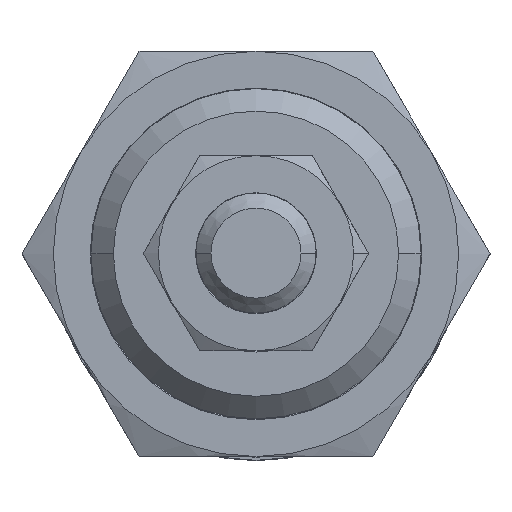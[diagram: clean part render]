
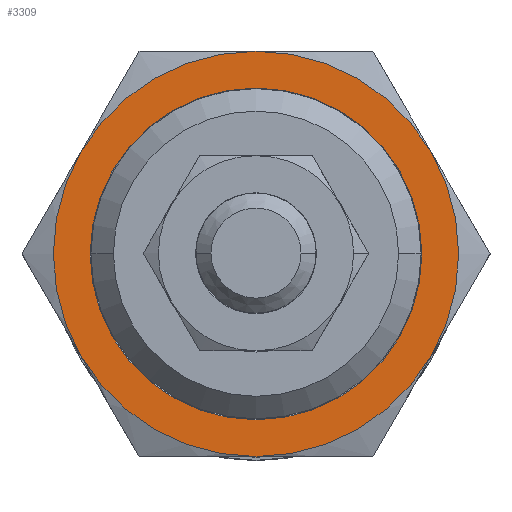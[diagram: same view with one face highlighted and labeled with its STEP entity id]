
A CAD part, top view. The second image highlights one B-rep face of the part: STEP entity #3309.
In plain terms, the highlighted planar face has unit normal (0, 0, 1).
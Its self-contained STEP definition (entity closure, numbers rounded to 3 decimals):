
#214 = EDGE_CURVE ( 'NONE', #3493, #8764, #5804, .T. ) ;
#270 = CIRCLE ( 'NONE', #9675, 13.5 ) ;
#490 = DIRECTION ( 'NONE',  ( 0., 0., -1. ) ) ;
#1009 = DIRECTION ( 'NONE',  ( 0.866, 0.5, 0. ) ) ;
#1096 = ORIENTED_EDGE ( 'NONE', *, *, #10616, .F. ) ;
#1300 = PLANE ( 'NONE',  #6110 ) ;
#1323 = CARTESIAN_POINT ( 'NONE',  ( 11.691, -6.75, 159. ) ) ;
#1507 = VERTEX_POINT ( 'NONE', #1323 ) ;
#1734 = CARTESIAN_POINT ( 'NONE',  ( 0., 0., 159. ) ) ;
#1890 = AXIS2_PLACEMENT_3D ( 'NONE', #2916, #11378, #4811 ) ;
#1917 = CARTESIAN_POINT ( 'NONE',  ( 0., 0., 159. ) ) ;
#1978 = VERTEX_POINT ( 'NONE', #6077 ) ;
#1983 = AXIS2_PLACEMENT_3D ( 'NONE', #1917, #5599, #2957 ) ;
#2002 = AXIS2_PLACEMENT_3D ( 'NONE', #2062, #5795, #6646 ) ;
#2062 = CARTESIAN_POINT ( 'NONE',  ( 0., 0., 159. ) ) ;
#2131 = ORIENTED_EDGE ( 'NONE', *, *, #12040, .F. ) ;
#2284 = CARTESIAN_POINT ( 'NONE',  ( -11.691, -6.75, 159. ) ) ;
#2307 = ORIENTED_EDGE ( 'NONE', *, *, #3593, .F. ) ;
#2761 = EDGE_CURVE ( 'NONE', #7122, #9478, #10812, .T. ) ;
#2850 = DIRECTION ( 'NONE',  ( 0., 0., -1. ) ) ;
#2916 = CARTESIAN_POINT ( 'NONE',  ( 0., 0., 159. ) ) ;
#2957 = DIRECTION ( 'NONE',  ( 0.866, 0.5, 0. ) ) ;
#2962 = ORIENTED_EDGE ( 'NONE', *, *, #2761, .T. ) ;
#3137 = FACE_BOUND ( 'NONE', #5360, .T. ) ;
#3196 = AXIS2_PLACEMENT_3D ( 'NONE', #4814, #9470, #1009 ) ;
#3309 = ADVANCED_FACE ( 'NONE', ( #3137, #4401 ), #1300, .F. ) ;
#3337 = EDGE_LOOP ( 'NONE', ( #3424, #2131, #10719, #2307, #7939, #1096 ) ) ;
#3424 = ORIENTED_EDGE ( 'NONE', *, *, #11386, .F. ) ;
#3493 = VERTEX_POINT ( 'NONE', #5429 ) ;
#3520 = EDGE_CURVE ( 'NONE', #9478, #7122, #7293, .T. ) ;
#3593 = EDGE_CURVE ( 'NONE', #8764, #8690, #8269, .T. ) ;
#3981 = CIRCLE ( 'NONE', #5142, 13.5 ) ;
#3998 = CARTESIAN_POINT ( 'NONE',  ( 0., 0., 159. ) ) ;
#4024 = CARTESIAN_POINT ( 'NONE',  ( 0., 0., 159. ) ) ;
#4401 = FACE_OUTER_BOUND ( 'NONE', #3337, .T. ) ;
#4811 = DIRECTION ( 'NONE',  ( 0.866, 0.5, 0. ) ) ;
#4814 = CARTESIAN_POINT ( 'NONE',  ( 0., 0., 159. ) ) ;
#5142 = AXIS2_PLACEMENT_3D ( 'NONE', #4024, #9720, #6830 ) ;
#5197 = DIRECTION ( 'NONE',  ( 0.866, 0.5, 0. ) ) ;
#5218 = CARTESIAN_POINT ( 'NONE',  ( -9.57, -5.525, 159. ) ) ;
#5360 = EDGE_LOOP ( 'NONE', ( #2962, #10441 ) ) ;
#5429 = CARTESIAN_POINT ( 'NONE',  ( 0., -13.5, 159. ) ) ;
#5599 = DIRECTION ( 'NONE',  ( 0., 0., -1. ) ) ;
#5762 = CIRCLE ( 'NONE', #12042, 13.5 ) ;
#5795 = DIRECTION ( 'NONE',  ( 0., 0., -1. ) ) ;
#5804 = CIRCLE ( 'NONE', #1890, 13.5 ) ;
#5931 = DIRECTION ( 'NONE',  ( 0., 0., -1. ) ) ;
#6077 = CARTESIAN_POINT ( 'NONE',  ( 0., 13.5, 159. ) ) ;
#6110 = AXIS2_PLACEMENT_3D ( 'NONE', #3998, #10960, #6863 ) ;
#6646 = DIRECTION ( 'NONE',  ( 0.866, 0.5, 0. ) ) ;
#6686 = CARTESIAN_POINT ( 'NONE',  ( 9.57, 5.525, 159. ) ) ;
#6830 = DIRECTION ( 'NONE',  ( 0.866, 0.5, 0. ) ) ;
#6863 = DIRECTION ( 'NONE',  ( 0.866, 0.5, 0. ) ) ;
#6864 = CIRCLE ( 'NONE', #10385, 13.5 ) ;
#7122 = VERTEX_POINT ( 'NONE', #5218 ) ;
#7293 = CIRCLE ( 'NONE', #2002, 11.05 ) ;
#7665 = CARTESIAN_POINT ( 'NONE',  ( -11.691, 6.75, 159. ) ) ;
#7939 = ORIENTED_EDGE ( 'NONE', *, *, #214, .F. ) ;
#8025 = DIRECTION ( 'NONE',  ( 0.866, 0.5, 0. ) ) ;
#8269 = CIRCLE ( 'NONE', #3196, 13.5 ) ;
#8649 = CARTESIAN_POINT ( 'NONE',  ( 11.691, 6.75, 159. ) ) ;
#8690 = VERTEX_POINT ( 'NONE', #7665 ) ;
#8764 = VERTEX_POINT ( 'NONE', #2284 ) ;
#8880 = CARTESIAN_POINT ( 'NONE',  ( 0., 0., 159. ) ) ;
#9113 = EDGE_CURVE ( 'NONE', #8690, #1978, #6864, .T. ) ;
#9470 = DIRECTION ( 'NONE',  ( 0., 0., -1. ) ) ;
#9478 = VERTEX_POINT ( 'NONE', #6686 ) ;
#9675 = AXIS2_PLACEMENT_3D ( 'NONE', #8880, #490, #8025 ) ;
#9720 = DIRECTION ( 'NONE',  ( 0., 0., -1. ) ) ;
#10385 = AXIS2_PLACEMENT_3D ( 'NONE', #10660, #5931, #5197 ) ;
#10441 = ORIENTED_EDGE ( 'NONE', *, *, #3520, .T. ) ;
#10616 = EDGE_CURVE ( 'NONE', #1507, #3493, #3981, .T. ) ;
#10660 = CARTESIAN_POINT ( 'NONE',  ( 0., 0., 159. ) ) ;
#10719 = ORIENTED_EDGE ( 'NONE', *, *, #9113, .F. ) ;
#10812 = CIRCLE ( 'NONE', #1983, 11.05 ) ;
#10960 = DIRECTION ( 'NONE',  ( 0., 0., -1. ) ) ;
#11014 = VERTEX_POINT ( 'NONE', #8649 ) ;
#11378 = DIRECTION ( 'NONE',  ( 0., 0., -1. ) ) ;
#11386 = EDGE_CURVE ( 'NONE', #11014, #1507, #270, .T. ) ;
#12040 = EDGE_CURVE ( 'NONE', #1978, #11014, #5762, .T. ) ;
#12042 = AXIS2_PLACEMENT_3D ( 'NONE', #1734, #2850, #12108 ) ;
#12108 = DIRECTION ( 'NONE',  ( 0.866, 0.5, 0. ) ) ;
